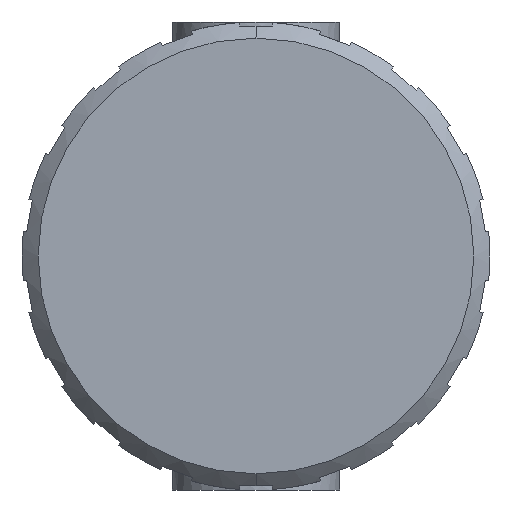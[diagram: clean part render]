
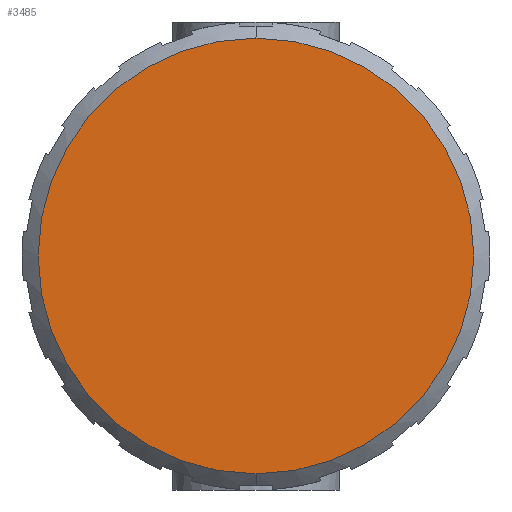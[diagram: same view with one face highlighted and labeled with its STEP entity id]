
A CAD part, front view. The second image highlights one B-rep face of the part: STEP entity #3485.
In plain terms, the highlighted planar face has unit normal (0, -1, 0).
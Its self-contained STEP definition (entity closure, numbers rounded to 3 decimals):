
#358 = DIRECTION ( 'NONE',  ( 0., 0., 1. ) ) ;
#642 = ORIENTED_EDGE ( 'NONE', *, *, #6263, .T. ) ;
#1260 = ORIENTED_EDGE ( 'NONE', *, *, #7429, .T. ) ;
#1625 = CARTESIAN_POINT ( 'NONE',  ( 0., -115., -6.75 ) ) ;
#1710 = CARTESIAN_POINT ( 'NONE',  ( 0., -115., 6.75 ) ) ;
#1915 = DIRECTION ( 'NONE',  ( 0., -1., 0. ) ) ;
#2249 = AXIS2_PLACEMENT_3D ( 'NONE', #6160, #1915, #3349 ) ;
#3349 = DIRECTION ( 'NONE',  ( 0., 0., 1. ) ) ;
#3485 = ADVANCED_FACE ( 'Defeature ausgef�hrt1_66', ( #3610 ), #5375, .T. ) ;
#3610 = FACE_OUTER_BOUND ( 'NONE', #4434, .T. ) ;
#3721 = DIRECTION ( 'NONE',  ( 0., 0., 1. ) ) ;
#4272 = AXIS2_PLACEMENT_3D ( 'NONE', #6705, #8842, #358 ) ;
#4434 = EDGE_LOOP ( 'NONE', ( #642, #1260 ) ) ;
#5346 = CIRCLE ( 'NONE', #8066, 6.75 ) ;
#5375 = PLANE ( 'NONE',  #2249 ) ;
#5423 = VERTEX_POINT ( 'NONE', #1625 ) ;
#6075 = VERTEX_POINT ( 'NONE', #1710 ) ;
#6160 = CARTESIAN_POINT ( 'NONE',  ( 0., -115., 0. ) ) ;
#6263 = EDGE_CURVE ( 'Defeature ausgef�hrt1_66+Defeature ausgef�hrt1_90+Defeature ausgef�hrt1_90+Defeature ausgef�hrt1_90', #5423, #6075, #6357, .T. ) ;
#6357 = CIRCLE ( 'NONE', #4272, 6.75 ) ;
#6705 = CARTESIAN_POINT ( 'NONE',  ( 0., -115., 0. ) ) ;
#7194 = CARTESIAN_POINT ( 'NONE',  ( 0., -115., 0. ) ) ;
#7429 = EDGE_CURVE ( 'Defeature ausgef�hrt1_66+Defeature ausgef�hrt1_90+Defeature ausgef�hrt1_90+Defeature ausgef�hrt1_90', #6075, #5423, #5346, .T. ) ;
#7933 = DIRECTION ( 'NONE',  ( 0., -1., 0. ) ) ;
#8066 = AXIS2_PLACEMENT_3D ( 'NONE', #7194, #7933, #3721 ) ;
#8842 = DIRECTION ( 'NONE',  ( 0., -1., 0. ) ) ;
